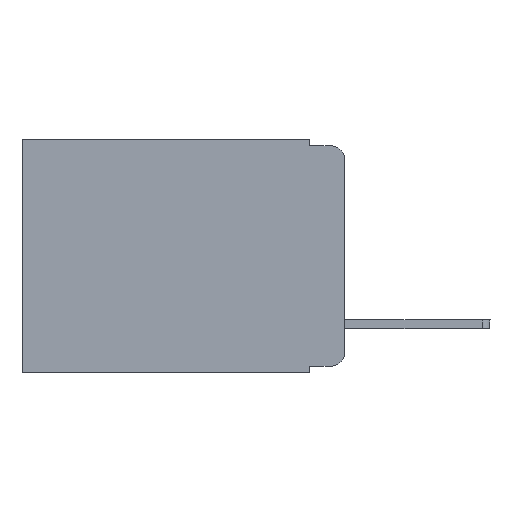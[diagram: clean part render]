
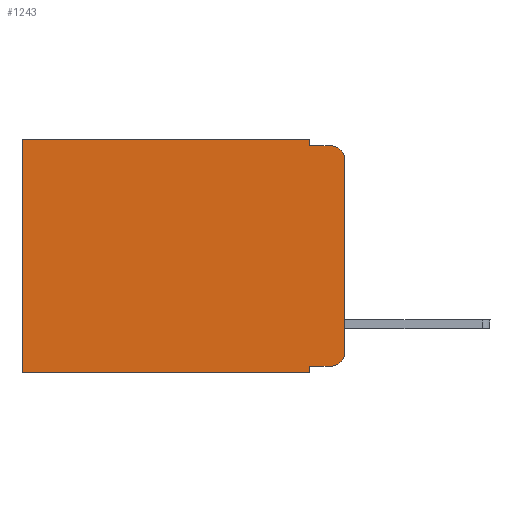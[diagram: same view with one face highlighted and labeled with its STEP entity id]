
A CAD part, left-side view. The second image highlights one B-rep face of the part: STEP entity #1243.
In plain terms, the highlighted planar face has unit normal (-1, 0, 0).
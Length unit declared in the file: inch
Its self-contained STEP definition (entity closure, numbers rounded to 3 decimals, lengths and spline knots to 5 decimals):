
#255 = DIRECTION ( 'NONE',  ( 0., 0., -1. ) ) ;
#328 = EDGE_CURVE ( 'NONE', #7718, #5739, #9010, .T. ) ;
#361 = CARTESIAN_POINT ( 'NONE',  ( 0.298, 0., 0. ) ) ;
#412 = ORIENTED_EDGE ( 'NONE', *, *, #576, .T. ) ;
#473 = ORIENTED_EDGE ( 'NONE', *, *, #328, .T. ) ;
#576 = EDGE_CURVE ( 'NONE', #7054, #5937, #2335, .T. ) ;
#772 = VERTEX_POINT ( 'NONE', #3336 ) ;
#848 = CARTESIAN_POINT ( 'NONE',  ( 0.298, 0.051, -0.333 ) ) ;
#1008 = CARTESIAN_POINT ( 'NONE',  ( 0.298, 0., 0. ) ) ;
#1218 = VERTEX_POINT ( 'NONE', #3275 ) ;
#1243 = ADVANCED_FACE ( 'NONE', ( #8188 ), #1757, .F. ) ;
#1563 = EDGE_CURVE ( 'NONE', #5937, #7178, #2317, .T. ) ;
#1638 = VECTOR ( 'NONE', #1645, 39.37008 ) ;
#1645 = DIRECTION ( 'NONE',  ( 0., 0., -1. ) ) ;
#1757 = PLANE ( 'NONE',  #1866 ) ;
#1840 = ORIENTED_EDGE ( 'NONE', *, *, #1563, .T. ) ;
#1866 = AXIS2_PLACEMENT_3D ( 'NONE', #361, #3185, #6058 ) ;
#1883 = ORIENTED_EDGE ( 'NONE', *, *, #7481, .F. ) ;
#2197 = VECTOR ( 'NONE', #4679, 39.37008 ) ;
#2317 = CIRCLE ( 'NONE', #5441, 0.02 ) ;
#2335 = LINE ( 'NONE', #848, #6394 ) ;
#2393 = VECTOR ( 'NONE', #4343, 39.37008 ) ;
#2486 = VERTEX_POINT ( 'NONE', #5448 ) ;
#2591 = CARTESIAN_POINT ( 'NONE',  ( 0.298, 0.051, 0. ) ) ;
#2632 = LINE ( 'NONE', #2591, #8074 ) ;
#2803 = ORIENTED_EDGE ( 'NONE', *, *, #7056, .F. ) ;
#2814 = VECTOR ( 'NONE', #3559, 39.37008 ) ;
#2843 = CARTESIAN_POINT ( 'NONE',  ( 0.298, 0., -0.343 ) ) ;
#3032 = CARTESIAN_POINT ( 'NONE',  ( 0.298, 0.473, 0. ) ) ;
#3097 = CARTESIAN_POINT ( 'NONE',  ( 0.298, 0.02, -0.03 ) ) ;
#3185 = DIRECTION ( 'NONE',  ( 1., 0., 0. ) ) ;
#3275 = CARTESIAN_POINT ( 'NONE',  ( 0.298, 0., -0.03 ) ) ;
#3336 = CARTESIAN_POINT ( 'NONE',  ( 0.298, 0.02, -0.01 ) ) ;
#3489 = LINE ( 'NONE', #2843, #2393 ) ;
#3559 = DIRECTION ( 'NONE',  ( 0., 0., -1. ) ) ;
#3688 = ORIENTED_EDGE ( 'NONE', *, *, #6477, .F. ) ;
#3729 = EDGE_CURVE ( 'NONE', #7718, #5852, #2632, .T. ) ;
#4016 = CARTESIAN_POINT ( 'NONE',  ( 0.298, 0.051, -0.01 ) ) ;
#4036 = AXIS2_PLACEMENT_3D ( 'NONE', #3097, #4519, #8860 ) ;
#4053 = ORIENTED_EDGE ( 'NONE', *, *, #3729, .F. ) ;
#4164 = VERTEX_POINT ( 'NONE', #5390 ) ;
#4335 = CIRCLE ( 'NONE', #4036, 0.02 ) ;
#4343 = DIRECTION ( 'NONE',  ( 0., 1., 0. ) ) ;
#4463 = ORIENTED_EDGE ( 'NONE', *, *, #7888, .T. ) ;
#4519 = DIRECTION ( 'NONE',  ( -1., 0., 0. ) ) ;
#4569 = DIRECTION ( 'NONE',  ( 0., -1., 0. ) ) ;
#4679 = DIRECTION ( 'NONE',  ( 0., 1., 0. ) ) ;
#4739 = EDGE_CURVE ( 'NONE', #5739, #2486, #6540, .T. ) ;
#4791 = DIRECTION ( 'NONE',  ( 0., 0., -1. ) ) ;
#5131 = CARTESIAN_POINT ( 'NONE',  ( 0.298, 0.051, 0. ) ) ;
#5163 = CARTESIAN_POINT ( 'NONE',  ( 0.298, 0.051, -0.333 ) ) ;
#5204 = LINE ( 'NONE', #1008, #1638 ) ;
#5231 = VECTOR ( 'NONE', #9264, 39.37008 ) ;
#5237 = ORIENTED_EDGE ( 'NONE', *, *, #7349, .F. ) ;
#5390 = CARTESIAN_POINT ( 'NONE',  ( 0.298, 0.051, -0.343 ) ) ;
#5441 = AXIS2_PLACEMENT_3D ( 'NONE', #5770, #8654, #255 ) ;
#5448 = CARTESIAN_POINT ( 'NONE',  ( 0.298, 0.473, -0.343 ) ) ;
#5472 = CARTESIAN_POINT ( 'NONE',  ( 0.298, 0., -0.313 ) ) ;
#5636 = CARTESIAN_POINT ( 'NONE',  ( 0.298, 0.473, 0. ) ) ;
#5739 = VERTEX_POINT ( 'NONE', #3032 ) ;
#5770 = CARTESIAN_POINT ( 'NONE',  ( 0.298, 0.02, -0.313 ) ) ;
#5824 = VECTOR ( 'NONE', #7401, 39.37008 ) ;
#5852 = VERTEX_POINT ( 'NONE', #4016 ) ;
#5937 = VERTEX_POINT ( 'NONE', #8929 ) ;
#6058 = DIRECTION ( 'NONE',  ( 0., 0., -1. ) ) ;
#6394 = VECTOR ( 'NONE', #4569, 39.37008 ) ;
#6477 = EDGE_CURVE ( 'NONE', #7054, #4164, #7140, .T. ) ;
#6540 = LINE ( 'NONE', #5636, #5231 ) ;
#6696 = CARTESIAN_POINT ( 'NONE',  ( 0.298, 0.051, -0.01 ) ) ;
#7054 = VERTEX_POINT ( 'NONE', #5163 ) ;
#7056 = EDGE_CURVE ( 'NONE', #1218, #7178, #5204, .T. ) ;
#7140 = LINE ( 'NONE', #5131, #2814 ) ;
#7178 = VERTEX_POINT ( 'NONE', #5472 ) ;
#7349 = EDGE_CURVE ( 'NONE', #4164, #2486, #3489, .T. ) ;
#7401 = DIRECTION ( 'NONE',  ( 0., -1., 0. ) ) ;
#7481 = EDGE_CURVE ( 'NONE', #5852, #772, #8734, .T. ) ;
#7718 = VERTEX_POINT ( 'NONE', #9221 ) ;
#7888 = EDGE_CURVE ( 'NONE', #1218, #772, #4335, .T. ) ;
#8074 = VECTOR ( 'NONE', #4791, 39.37008 ) ;
#8188 = FACE_OUTER_BOUND ( 'NONE', #8973, .T. ) ;
#8654 = DIRECTION ( 'NONE',  ( -1., 0., 0. ) ) ;
#8734 = LINE ( 'NONE', #6696, #5824 ) ;
#8745 = ORIENTED_EDGE ( 'NONE', *, *, #4739, .T. ) ;
#8860 = DIRECTION ( 'NONE',  ( 0., 0., -1. ) ) ;
#8929 = CARTESIAN_POINT ( 'NONE',  ( 0.298, 0.02, -0.333 ) ) ;
#8973 = EDGE_LOOP ( 'NONE', ( #2803, #4463, #1883, #4053, #473, #8745, #5237, #3688, #412, #1840 ) ) ;
#9010 = LINE ( 'NONE', #9058, #2197 ) ;
#9058 = CARTESIAN_POINT ( 'NONE',  ( 0.298, 0., 0. ) ) ;
#9221 = CARTESIAN_POINT ( 'NONE',  ( 0.298, 0.051, 0. ) ) ;
#9264 = DIRECTION ( 'NONE',  ( 0., 0., -1. ) ) ;
